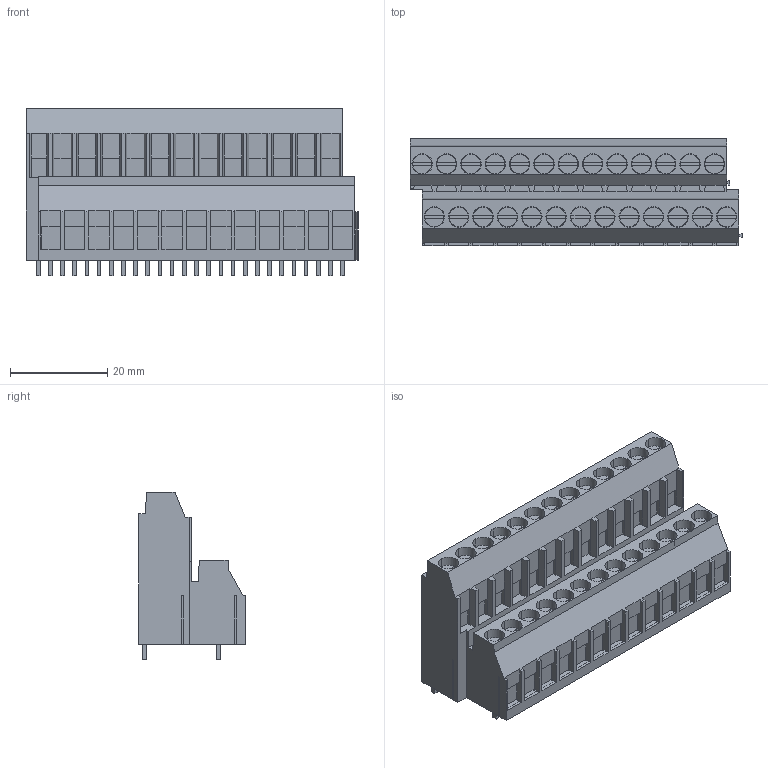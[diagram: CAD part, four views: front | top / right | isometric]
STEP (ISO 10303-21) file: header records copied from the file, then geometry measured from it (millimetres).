
FILE_DESCRIPTION(('CATIA V5 STEP','CAx-IF Rec.Pracs.--- Model Styling and Organization---1.4--- 2014-01-23'),'2;1');
FILE_NAME ('433458-1_0', '2024-03-18T13:07:21+00:00', ('none'), ('Weidmueller'), 'CATIA Version 5-6 Release 2016 SP3 HF44', 'CATIA V5 STEP AP214', 'none');
FILE_SCHEMA(('AUTOMOTIVE_DESIGN { 1 0 10303 214 1 1 1 1 }'));
Length unit declared in the file: millimetre
Products named in the file (1): 1977360000
Bounding box: 68.15 x 21.94 x 34.47 mm (x, y, z)
Volume: 27459.3 mm3; surface area: 13683.8 mm2
Topology: 53 solids, 53 shells, 1450 faces, 4166 edges, 2849 vertices
Faces by surface type: plane 1346, cylinder 104
Entity records: 43406 total; most frequent: ORIENTED_EDGE 8332, CARTESIAN_POINT 8313, DIRECTION 5489, EDGE_CURVE 4166, VECTOR 3693, LINE 3693, VERTEX_POINT 2849, EDGE_LOOP 1477
